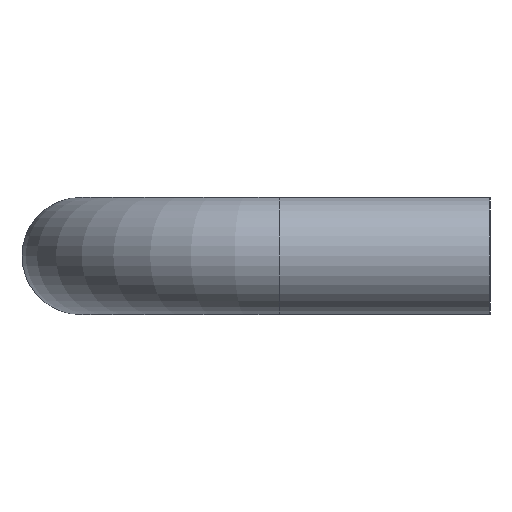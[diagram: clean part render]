
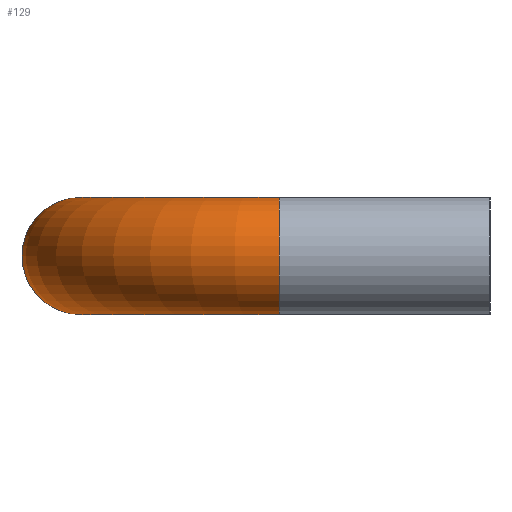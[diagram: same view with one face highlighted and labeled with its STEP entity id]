
A CAD part, left-side view. The second image highlights one B-rep face of the part: STEP entity #129.
In plain terms, the highlighted toroidal (fillet/blend) face has major radius 17 mm and minor radius 5 mm.
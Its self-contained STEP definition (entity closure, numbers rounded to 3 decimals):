
#24=TOROIDAL_SURFACE('',#156,17.,5.);
#32=ORIENTED_EDGE('',*,*,#48,.T.);
#33=ORIENTED_EDGE('',*,*,#51,.F.);
#48=EDGE_CURVE('',#58,#58,#70,.T.);
#51=EDGE_CURVE('',#61,#61,#73,.T.);
#58=VERTEX_POINT('',#219);
#61=VERTEX_POINT('',#227);
#70=CIRCLE('',#152,5.);
#73=CIRCLE('',#157,5.);
#84=EDGE_LOOP('',(#32));
#85=EDGE_LOOP('',(#33));
#104=FACE_BOUND('',#84,.T.);
#105=FACE_BOUND('',#85,.T.);
#129=ADVANCED_FACE('',(#104,#105),#24,.T.);
#152=AXIS2_PLACEMENT_3D('',#218,#176,#177);
#156=AXIS2_PLACEMENT_3D('',#225,#184,#185);
#157=AXIS2_PLACEMENT_3D('',#226,#186,#187);
#176=DIRECTION('',(0.,1.,0.));
#177=DIRECTION('',(1.,0.,0.));
#184=DIRECTION('',(0.,0.,-1.));
#185=DIRECTION('',(-1.,0.,0.));
#186=DIRECTION('',(1.,0.,0.));
#187=DIRECTION('',(0.,-1.,0.));
#218=CARTESIAN_POINT('',(0.,18.,0.));
#219=CARTESIAN_POINT('',(5.,18.,0.));
#225=CARTESIAN_POINT('',(17.,18.,0.));
#226=CARTESIAN_POINT('',(17.,35.,0.));
#227=CARTESIAN_POINT('',(17.,30.,0.));
